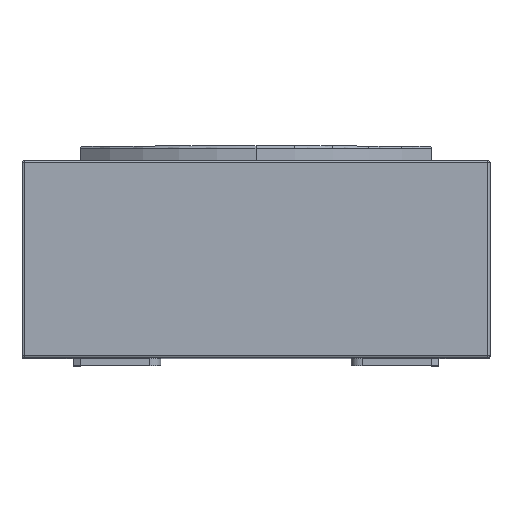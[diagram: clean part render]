
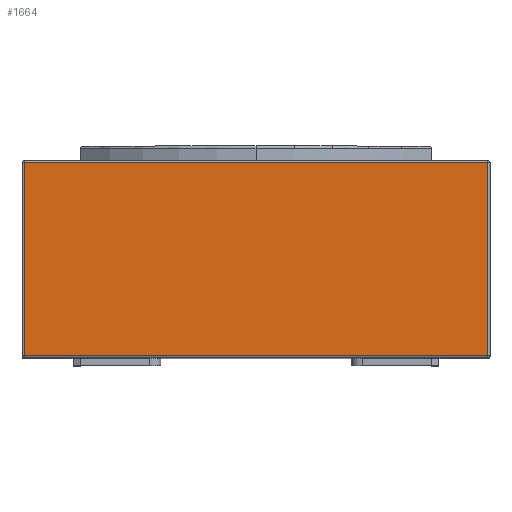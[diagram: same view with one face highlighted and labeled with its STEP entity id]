
A CAD part, top view. The second image highlights one B-rep face of the part: STEP entity #1664.
In plain terms, the highlighted planar face has unit normal (0, 0, 1).
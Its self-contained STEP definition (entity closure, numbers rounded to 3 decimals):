
#253 = CARTESIAN_POINT ( 'NONE',  ( -1.6, 0.065, 2. ) ) ;
#319 = PLANE ( 'NONE',  #4954 ) ;
#348 = DIRECTION ( 'NONE',  ( -1., 0., 0. ) ) ;
#582 = DIRECTION ( 'NONE',  ( 0., 1., 0. ) ) ;
#692 = ORIENTED_EDGE ( 'NONE', *, *, #1941, .T. ) ;
#807 = VECTOR ( 'NONE', #2789, 1000. ) ;
#1249 = LINE ( 'NONE', #2911, #4609 ) ;
#1266 = FACE_OUTER_BOUND ( 'NONE', #2209, .T. ) ;
#1343 = DIRECTION ( 'NONE',  ( 0., 0., -1. ) ) ;
#1490 = EDGE_CURVE ( 'NONE', #4755, #2214, #3889, .T. ) ;
#1664 = ADVANCED_FACE ( 'NONE', ( #1266 ), #319, .F. ) ;
#1941 = EDGE_CURVE ( 'NONE', #2214, #5311, #1249, .T. ) ;
#2209 = EDGE_LOOP ( 'NONE', ( #3786, #692, #3738, #4622 ) ) ;
#2214 = VERTEX_POINT ( 'NONE', #2937 ) ;
#2260 = CARTESIAN_POINT ( 'NONE',  ( -1.6, 1.385, 2. ) ) ;
#2400 = CARTESIAN_POINT ( 'NONE',  ( -1.585, 1.385, 2. ) ) ;
#2789 = DIRECTION ( 'NONE',  ( -1., 0., 0. ) ) ;
#2849 = VECTOR ( 'NONE', #3920, 1000. ) ;
#2911 = CARTESIAN_POINT ( 'NONE',  ( 1.585, 1.4, 2. ) ) ;
#2937 = CARTESIAN_POINT ( 'NONE',  ( 1.585, 0.065, 2. ) ) ;
#3068 = DIRECTION ( 'NONE',  ( 1., 0., 0. ) ) ;
#3454 = CARTESIAN_POINT ( 'NONE',  ( -1.585, 1.4, 2. ) ) ;
#3593 = LINE ( 'NONE', #3454, #2849 ) ;
#3722 = CARTESIAN_POINT ( 'NONE',  ( -1.585, 0.065, 2. ) ) ;
#3724 = EDGE_CURVE ( 'NONE', #4190, #4755, #3593, .T. ) ;
#3738 = ORIENTED_EDGE ( 'NONE', *, *, #4138, .T. ) ;
#3786 = ORIENTED_EDGE ( 'NONE', *, *, #1490, .T. ) ;
#3889 = LINE ( 'NONE', #253, #3957 ) ;
#3920 = DIRECTION ( 'NONE',  ( 0., -1., 0. ) ) ;
#3957 = VECTOR ( 'NONE', #3068, 1000. ) ;
#4095 = CARTESIAN_POINT ( 'NONE',  ( 1.585, 1.385, 2. ) ) ;
#4138 = EDGE_CURVE ( 'NONE', #5311, #4190, #5440, .T. ) ;
#4147 = CARTESIAN_POINT ( 'NONE',  ( -1.6, 1.4, 2. ) ) ;
#4190 = VERTEX_POINT ( 'NONE', #2400 ) ;
#4609 = VECTOR ( 'NONE', #582, 1000. ) ;
#4622 = ORIENTED_EDGE ( 'NONE', *, *, #3724, .T. ) ;
#4755 = VERTEX_POINT ( 'NONE', #3722 ) ;
#4954 = AXIS2_PLACEMENT_3D ( 'NONE', #4147, #1343, #348 ) ;
#5311 = VERTEX_POINT ( 'NONE', #4095 ) ;
#5440 = LINE ( 'NONE', #2260, #807 ) ;
